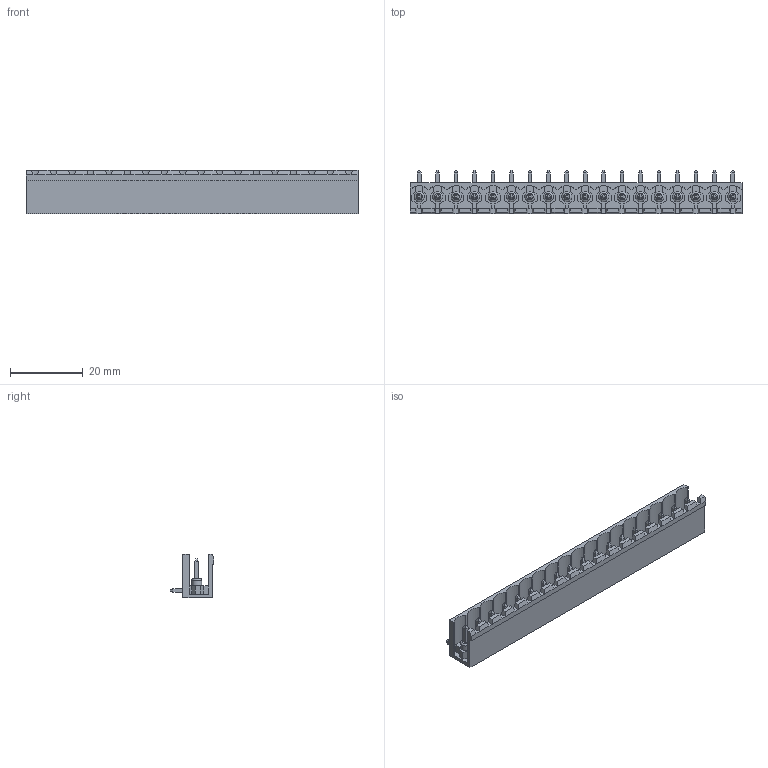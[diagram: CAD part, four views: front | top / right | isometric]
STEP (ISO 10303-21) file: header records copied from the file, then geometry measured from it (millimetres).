
FILE_DESCRIPTION( ( 'Unknown' ), '1' );
FILE_NAME( '691312510018.stp', 'Unknown', ( 'Unknown' ), ( 'Unknown' ), 'PSStep 15.0.49', 'Unknown', ' ' );
FILE_SCHEMA( ( 'AUTOMOTIVE_DESIGN { 1 0 10303 214 1 1 1 1 }' ) );
Length unit declared in the file: millimetre
Products named in the file (3): Assem1; 6913125100xx_PIN; 691311500118
Assembly tree (19 placements, depth 2):
  Assem1
    6913125100xx_PIN  x18
    691311500118
Bounding box: 91.44 x 12 x 12 mm (x, y, z)
Volume: 3610.5 mm3; surface area: 8231.1 mm2
Topology: 19 solids, 19 shells, 915 faces, 2451 edges, 1574 vertices
Faces by surface type: plane 843, cylinder 54, torus 18
Full cylindrical faces by diameter (mm): 2.75 x18
Entity records: 25230 total; most frequent: CARTESIAN_POINT 3596, ORIENTED_EDGE 3536, DIRECTION 3188, EDGE_CURVE 1768, LINE 1640, VECTOR 1640, VERTEX_POINT 1182, AXIS2_PLACEMENT_3D 774
